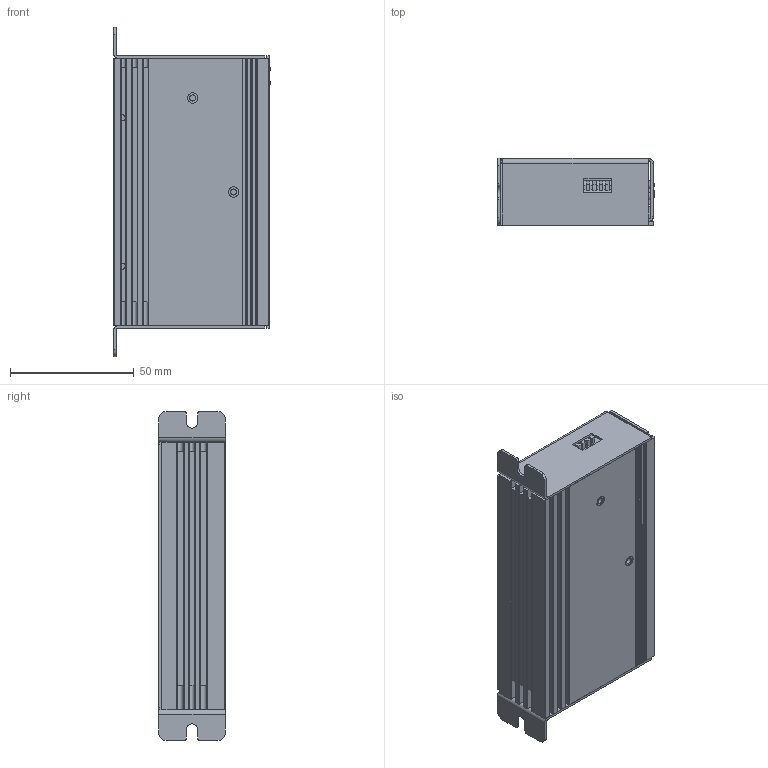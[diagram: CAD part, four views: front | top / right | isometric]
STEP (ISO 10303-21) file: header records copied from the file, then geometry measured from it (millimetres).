
FILE_DESCRIPTION((''),'2;1');
FILE_NAME('DS23DD.stp','2011-09-30T10:35:55',(''),(''),'Autodesk Inventor 2009','Autodesk Inventor 2009','');
FILE_SCHEMA(('AUTOMOTIVE_DESIGN { 1 0 10303 214 1 1 1 1 }'));
Length unit declared in the file: millimetre
Products named in the file (16): DS23DD; DS23DD底座_A版; M3鉚釘-4; 二相步進-PCB_C版; 二相步進-PCB_B版; 2P-LED; 可變電阻; 數字開關; ME030-35011; ME030-35005; ME030-35002; 1P-LED; 指撥開關-3P; 指撥開關-4P; DS23DD上蓋_A版; M3x5埋頭1
Assembly tree (19 placements, depth 3):
  DS23DD
    DS23DD底座_A版
    M3鉚釘-4  x2
    二相步進-PCB_C版
      二相步進-PCB_B版
      2P-LED
      可變電阻
      數字開關  x3
      ME030-35011
      ME030-35005
      ME030-35002
      1P-LED
      指撥開關-3P
      指撥開關-4P
    DS23DD上蓋_A版
    M3x5埋頭1  x2
Bounding box: 63.39 x 27 x 133 mm (x, y, z)
Volume: 173883.5 mm3; surface area: 72351.9 mm2
Topology: 18 solids, 22 shells, 1200 faces, 3052 edges, 2022 vertices
Faces by surface type: plane 973, cylinder 210, bspline 8, cone 6, sphere 3
Full cylindrical faces by diameter (mm): 0.6 x3, 0.8 x50, 1 x18, 2.459 x4, 3 x5, 3.3 x2, 3.39 x1, 3.4 x1, 4 x6, 4.2 x2, 5 x3, 6 x2, 8 x3
Entity records: 31612 total; most frequent: CARTESIAN_POINT 5581, ORIENTED_EDGE 5068, DIRECTION 5048, EDGE_CURVE 2534, VECTOR 2138, LINE 2138, VERTEX_POINT 1738, AXIS2_PLACEMENT_3D 1455
